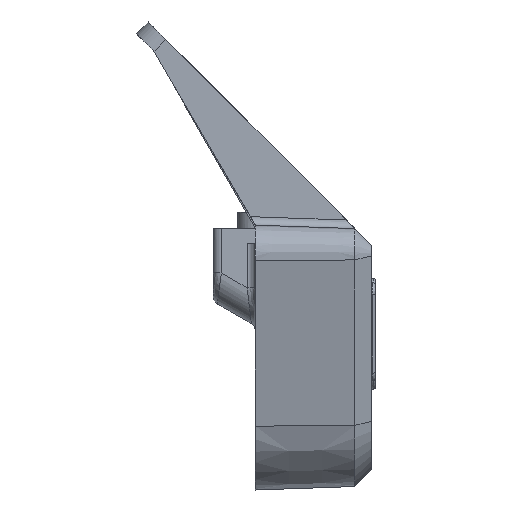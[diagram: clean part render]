
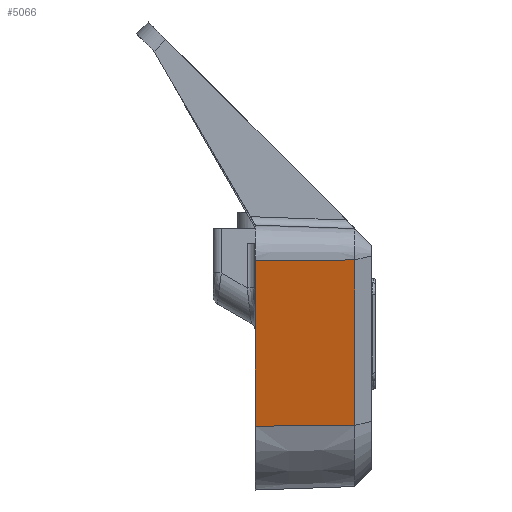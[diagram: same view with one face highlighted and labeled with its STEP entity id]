
A CAD part, left-side view. The second image highlights one B-rep face of the part: STEP entity #5066.
In plain terms, the highlighted planar face has unit normal (-0.973, -0.035, -0.228).
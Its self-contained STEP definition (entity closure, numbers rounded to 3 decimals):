
#241 = LINE ( 'NONE', #491, #985 ) ;
#491 = CARTESIAN_POINT ( 'NONE',  ( -17037.665, 499000., -3982.511 ) ) ;
#559 = ORIENTED_EDGE ( 'NONE', *, *, #1978, .F. ) ;
#985 = VECTOR ( 'NONE', #1897, 1000. ) ;
#1032 = DIRECTION ( 'NONE',  ( 0.229, 0., -0.974 ) ) ;
#1617 = DIRECTION ( 'NONE',  ( 0.229, 0., -0.974 ) ) ;
#1619 = CARTESIAN_POINT ( 'NONE',  ( -69.298, 14., -19.597 ) ) ;
#1897 = DIRECTION ( 'NONE',  ( 0.034, -0.999, 0.008 ) ) ;
#1948 = VERTEX_POINT ( 'NONE', #6811 ) ;
#1978 = EDGE_CURVE ( 'NONE', #9525, #1948, #241, .T. ) ;
#2028 = DIRECTION ( 'NONE',  ( -0.229, 0., 0.974 ) ) ;
#2912 = DIRECTION ( 'NONE',  ( -0.973, -0.035, -0.228 ) ) ;
#3066 = VERTEX_POINT ( 'NONE', #5189 ) ;
#3116 = B_SPLINE_CURVE_WITH_KNOTS ( 'NONE', 1,
 ( #5584, #1619 ),
 .UNSPECIFIED., .F., .F.,
 ( 2, 2 ),
 ( 0., 1. ),
 .UNSPECIFIED. ) ;
#3755 = VERTEX_POINT ( 'NONE', #8788 ) ;
#3764 = ORIENTED_EDGE ( 'NONE', *, *, #9986, .F. ) ;
#3773 = EDGE_CURVE ( 'NONE', #3755, #3066, #3116, .T. ) ;
#3977 = AXIS2_PLACEMENT_3D ( 'NONE', #10073, #2912, #2028 ) ;
#4014 = CARTESIAN_POINT ( 'NONE',  ( -73.99, 14., 0.389 ) ) ;
#4027 = CARTESIAN_POINT ( 'NONE',  ( -73.582, 1.999, 0.485 ) ) ;
#4256 = ORIENTED_EDGE ( 'NONE', *, *, #9419, .T. ) ;
#4674 = EDGE_LOOP ( 'NONE', ( #9169, #3764, #559, #4256 ) ) ;
#4947 = LINE ( 'NONE', #4014, #6808 ) ;
#5066 = ADVANCED_FACE ( 'NONE', ( #9366 ), #9928, .T. ) ;
#5189 = CARTESIAN_POINT ( 'NONE',  ( -69.298, 14., -19.597 ) ) ;
#5584 = CARTESIAN_POINT ( 'NONE',  ( -68.89, 1.999, -19.501 ) ) ;
#6628 = CARTESIAN_POINT ( 'NONE',  ( -73.99, 14., 0.389 ) ) ;
#6651 = LINE ( 'NONE', #4027, #8918 ) ;
#6808 = VECTOR ( 'NONE', #1617, 1000. ) ;
#6811 = CARTESIAN_POINT ( 'NONE',  ( -73.582, 1.999, 0.485 ) ) ;
#8788 = CARTESIAN_POINT ( 'NONE',  ( -68.89, 1.999, -19.501 ) ) ;
#8918 = VECTOR ( 'NONE', #1032, 1000. ) ;
#9169 = ORIENTED_EDGE ( 'NONE', *, *, #3773, .F. ) ;
#9366 = FACE_OUTER_BOUND ( 'NONE', #4674, .T. ) ;
#9419 = EDGE_CURVE ( 'NONE', #9525, #3066, #4947, .T. ) ;
#9525 = VERTEX_POINT ( 'NONE', #6628 ) ;
#9928 = PLANE ( 'NONE',  #3977 ) ;
#9986 = EDGE_CURVE ( 'NONE', #1948, #3755, #6651, .T. ) ;
#10073 = CARTESIAN_POINT ( 'NONE',  ( -75.691, 14., 7.631 ) ) ;
